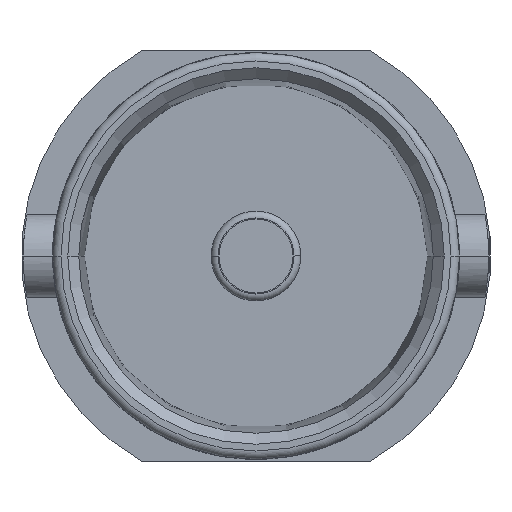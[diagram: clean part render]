
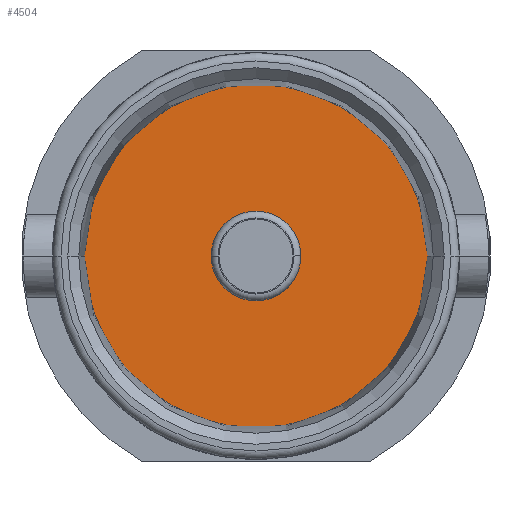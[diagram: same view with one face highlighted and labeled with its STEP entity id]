
A CAD part, left-side view. The second image highlights one B-rep face of the part: STEP entity #4504.
In plain terms, the highlighted planar face has unit normal (-1, 0, 0).
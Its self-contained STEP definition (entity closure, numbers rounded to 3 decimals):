
#1909=CARTESIAN_POINT('',(8.,0.,0.));
#1910=DIRECTION('',(-1.,0.,0.));
#1911=DIRECTION('',(0.,-1.,0.));
#1912=AXIS2_PLACEMENT_3D('',#1909,#1910,#1911);
#1922=CARTESIAN_POINT('',(8.,0.,0.));
#1923=DIRECTION('',(-1.,0.,0.));
#1924=DIRECTION('',(0.,1.,0.));
#1925=AXIS2_PLACEMENT_3D('',#1922,#1923,#1924);
#1927=CARTESIAN_POINT('',(8.,0.,0.));
#1928=DIRECTION('',(-1.,0.,0.));
#1929=DIRECTION('',(0.,1.,0.));
#1930=AXIS2_PLACEMENT_3D('',#1927,#1928,#1929);
#1932=CARTESIAN_POINT('',(8.,0.,0.));
#1933=DIRECTION('',(-1.,0.,0.));
#1934=DIRECTION('',(0.,-1.,0.));
#1935=AXIS2_PLACEMENT_3D('',#1932,#1933,#1934);
#2351=CARTESIAN_POINT('',(8.,4.057,0.));
#2352=CARTESIAN_POINT('',(8.,-4.057,0.));
#2353=VERTEX_POINT('',#2351);
#2354=VERTEX_POINT('',#2352);
#2359=CARTESIAN_POINT('',(8.,1.06,0.));
#2360=CARTESIAN_POINT('',(8.,-1.06,0.));
#2361=VERTEX_POINT('',#2359);
#2362=VERTEX_POINT('',#2360);
#4488=CARTESIAN_POINT('',(8.,0.,0.));
#4489=DIRECTION('',(-1.,0.,0.));
#4490=DIRECTION('',(0.,1.,0.));
#4491=AXIS2_PLACEMENT_3D('',#4488,#4489,#4490);
#4492=PLANE('',#4491);
#4494=ORIENTED_EDGE('',*,*,#4493,.F.);
#4495=ORIENTED_EDGE('',*,*,#4478,.F.);
#4496=EDGE_LOOP('',(#4494,#4495));
#4497=FACE_OUTER_BOUND('',#4496,.F.);
#4499=ORIENTED_EDGE('',*,*,#4498,.T.);
#4501=ORIENTED_EDGE('',*,*,#4500,.T.);
#4502=EDGE_LOOP('',(#4499,#4501));
#4503=FACE_BOUND('',#4502,.F.);
#4504=ADVANCED_FACE('',(#4497,#4503),#4492,.T.);
#1913=CIRCLE('',#1912,4.057);
#1926=CIRCLE('',#1925,4.057);
#1931=CIRCLE('',#1930,1.06);
#1936=CIRCLE('',#1935,1.06);
#4478=EDGE_CURVE('',#2354,#2353,#1913,.T.);
#4493=EDGE_CURVE('',#2353,#2354,#1926,.T.);
#4498=EDGE_CURVE('',#2361,#2362,#1931,.T.);
#4500=EDGE_CURVE('',#2362,#2361,#1936,.T.);
